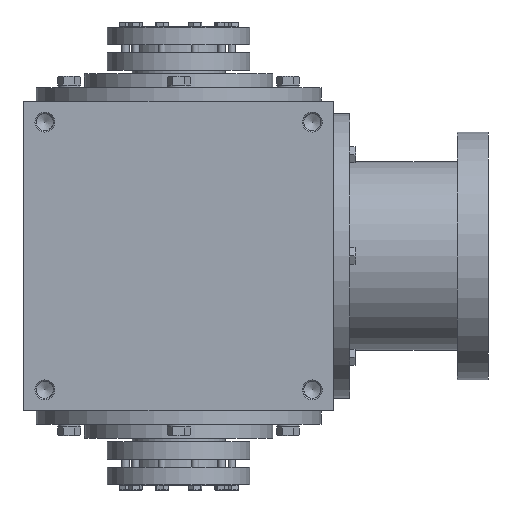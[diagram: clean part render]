
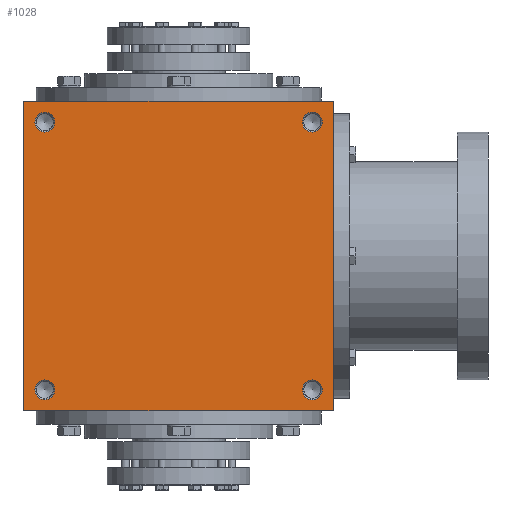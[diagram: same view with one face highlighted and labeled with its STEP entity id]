
A CAD part, front view. The second image highlights one B-rep face of the part: STEP entity #1028.
In plain terms, the highlighted planar face has unit normal (0, -1, 0).
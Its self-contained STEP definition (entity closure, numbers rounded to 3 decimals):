
#1028 = ADVANCED_FACE( '', ( #2165, #2166, #2167, #2168, #2169 ), #2170, .F. );
#2165 = FACE_BOUND( '', #3469, .T. );
#2166 = FACE_BOUND( '', #3470, .T. );
#2167 = FACE_BOUND( '', #3471, .T. );
#2168 = FACE_BOUND( '', #3472, .T. );
#2169 = FACE_OUTER_BOUND( '', #3473, .T. );
#2170 = PLANE( '', #3474 );
#3469 = EDGE_LOOP( '', ( #5611 ) );
#3470 = EDGE_LOOP( '', ( #5612 ) );
#3471 = EDGE_LOOP( '', ( #5613 ) );
#3472 = EDGE_LOOP( '', ( #5614 ) );
#3473 = EDGE_LOOP( '', ( #5615, #5616, #5617, #5618 ) );
#3474 = AXIS2_PLACEMENT_3D( '', #5619, #5620, #5621 );
#5611 = ORIENTED_EDGE( '', *, *, #7551, .T. );
#5612 = ORIENTED_EDGE( '', *, *, #7215, .T. );
#5613 = ORIENTED_EDGE( '', *, *, #7552, .F. );
#5614 = ORIENTED_EDGE( '', *, *, #7140, .F. );
#5615 = ORIENTED_EDGE( '', *, *, #7271, .T. );
#5616 = ORIENTED_EDGE( '', *, *, #7553, .F. );
#5617 = ORIENTED_EDGE( '', *, *, #7247, .F. );
#5618 = ORIENTED_EDGE( '', *, *, #7468, .T. );
#5619 = CARTESIAN_POINT( '', ( -125., -125., 125. ) );
#5620 = DIRECTION( '', ( 0., 1., 0. ) );
#5621 = DIRECTION( '', ( 0., 0., 1. ) );
#7140 = EDGE_CURVE( '', #8410, #8410, #8411, .T. );
#7215 = EDGE_CURVE( '', #8520, #8520, #8521, .T. );
#7247 = EDGE_CURVE( '', #8568, #8570, #8571, .T. );
#7271 = EDGE_CURVE( '', #8606, #8610, #8612, .T. );
#7468 = EDGE_CURVE( '', #8568, #8606, #8900, .T. );
#7551 = EDGE_CURVE( '', #8999, #8999, #9000, .T. );
#7552 = EDGE_CURVE( '', #9001, #9001, #9002, .T. );
#7553 = EDGE_CURVE( '', #8570, #8610, #9003, .T. );
#8410 = VERTEX_POINT( '', #10283 );
#8411 = CIRCLE( '', #10284, 8. );
#8520 = VERTEX_POINT( '', #10443 );
#8521 = CIRCLE( '', #10444, 8. );
#8568 = VERTEX_POINT( '', #10527 );
#8570 = VERTEX_POINT( '', #10530 );
#8571 = LINE( '', #10531, #10532 );
#8606 = VERTEX_POINT( '', #10591 );
#8610 = VERTEX_POINT( '', #10597 );
#8612 = LINE( '', #10600, #10601 );
#8900 = LINE( '', #11048, #11049 );
#8999 = VERTEX_POINT( '', #11228 );
#9000 = CIRCLE( '', #11229, 8. );
#9001 = VERTEX_POINT( '', #11230 );
#9002 = CIRCLE( '', #11231, 8. );
#9003 = LINE( '', #11232, #11233 );
#10283 = CARTESIAN_POINT( '', ( 108., -125., 100. ) );
#10284 = AXIS2_PLACEMENT_3D( '', #12183, #12184, #12185 );
#10443 = CARTESIAN_POINT( '', ( -108., -125., 116. ) );
#10444 = AXIS2_PLACEMENT_3D( '', #12292, #12293, #12294 );
#10527 = CARTESIAN_POINT( '', ( -125., -125., 125. ) );
#10530 = CARTESIAN_POINT( '', ( 125., -125., 125. ) );
#10531 = CARTESIAN_POINT( '', ( -125., -125., 125. ) );
#10532 = VECTOR( '', #12334, 1000. );
#10591 = CARTESIAN_POINT( '', ( -125., -125., -125. ) );
#10597 = CARTESIAN_POINT( '', ( 125., -125., -125. ) );
#10600 = CARTESIAN_POINT( '', ( -125., -125., -125. ) );
#10601 = VECTOR( '', #12366, 1000. );
#11048 = CARTESIAN_POINT( '', ( -125., -125., 125. ) );
#11049 = VECTOR( '', #12651, 1000. );
#11228 = CARTESIAN_POINT( '', ( -108., -125., -100. ) );
#11229 = AXIS2_PLACEMENT_3D( '', #12728, #12729, #12730 );
#11230 = CARTESIAN_POINT( '', ( 108., -125., -116. ) );
#11231 = AXIS2_PLACEMENT_3D( '', #12731, #12732, #12733 );
#11232 = CARTESIAN_POINT( '', ( 125., -125., 125. ) );
#11233 = VECTOR( '', #12734, 1000. );
#12183 = CARTESIAN_POINT( '', ( 108., -125., 108. ) );
#12184 = DIRECTION( '', ( 0., -1., 0. ) );
#12185 = DIRECTION( '', ( 0., 0., -1. ) );
#12292 = CARTESIAN_POINT( '', ( -108., -125., 108. ) );
#12293 = DIRECTION( '', ( 0., 1., 0. ) );
#12294 = DIRECTION( '', ( 0., 0., 1. ) );
#12334 = DIRECTION( '', ( 1., 0., 0. ) );
#12366 = DIRECTION( '', ( 1., 0., 0. ) );
#12651 = DIRECTION( '', ( 0., 0., -1. ) );
#12728 = CARTESIAN_POINT( '', ( -108., -125., -108. ) );
#12729 = DIRECTION( '', ( 0., 1., 0. ) );
#12730 = DIRECTION( '', ( 0., 0., 1. ) );
#12731 = CARTESIAN_POINT( '', ( 108., -125., -108. ) );
#12732 = DIRECTION( '', ( 0., -1., 0. ) );
#12733 = DIRECTION( '', ( 0., 0., -1. ) );
#12734 = DIRECTION( '', ( 0., 0., -1. ) );
